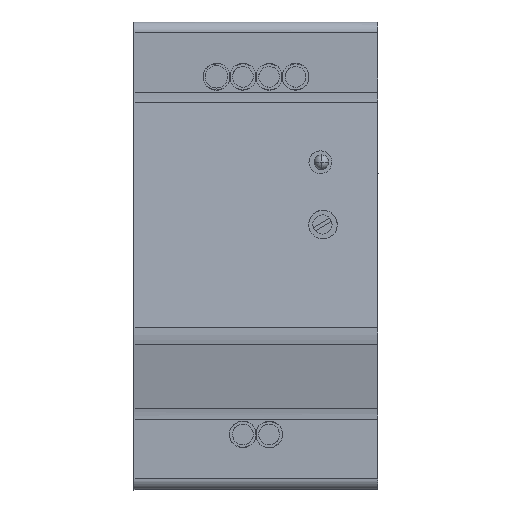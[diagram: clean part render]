
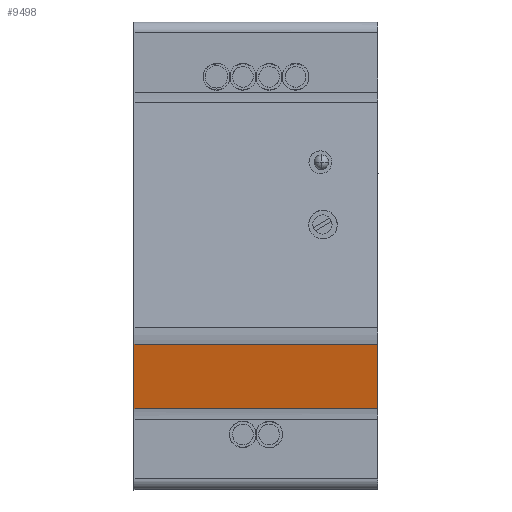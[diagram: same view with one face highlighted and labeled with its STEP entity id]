
A CAD part, top view. The second image highlights one B-rep face of the part: STEP entity #9498.
In plain terms, the highlighted planar face has unit normal (0, -0.196, 0.981).
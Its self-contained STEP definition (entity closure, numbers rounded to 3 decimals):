
#9485=AXIS2_PLACEMENT_3D('Plane Axis2P3D',#9482,#9483,#9484) ;
#2405=CARTESIAN_POINT('Vertex',(0.,15.471,85.694)) ;
#2408=CARTESIAN_POINT('Line Origine',(0.,21.709,86.942)) ;
#2412=CARTESIAN_POINT('Vertex',(0.,27.947,88.189)) ;
#6696=CARTESIAN_POINT('Vertex',(46.96,27.947,88.189)) ;
#6699=CARTESIAN_POINT('Line Origine',(46.96,21.709,86.942)) ;
#6703=CARTESIAN_POINT('Vertex',(46.96,15.471,85.694)) ;
#9470=CARTESIAN_POINT('Line Origine',(0.,15.471,85.694)) ;
#9482=CARTESIAN_POINT('Axis2P3D Location',(0.,27.947,88.189)) ;
#9487=CARTESIAN_POINT('Line Origine',(23.48,27.947,88.189)) ;
#2409=DIRECTION('Vector Direction',(0.,-0.981,-0.196)) ;
#6700=DIRECTION('Vector Direction',(0.,0.981,0.196)) ;
#9471=DIRECTION('Vector Direction',(1.,0.,0.)) ;
#9483=DIRECTION('Axis2P3D Direction',(0.,-0.196,0.981)) ;
#9484=DIRECTION('Axis2P3D XDirection',(0.,-0.981,-0.196)) ;
#9488=DIRECTION('Vector Direction',(-1.,0.,0.)) ;
#2410=VECTOR('Line Direction',#2409,1.) ;
#6701=VECTOR('Line Direction',#6700,1.) ;
#9472=VECTOR('Line Direction',#9471,1.) ;
#9489=VECTOR('Line Direction',#9488,1.) ;
#9493=ORIENTED_EDGE('',*,*,#9491,.T.) ;
#9494=ORIENTED_EDGE('',*,*,#2414,.T.) ;
#9495=ORIENTED_EDGE('',*,*,#9474,.T.) ;
#9496=ORIENTED_EDGE('',*,*,#6705,.T.) ;
#9498=ADVANCED_FACE('Hauptk\X2\00F6\X0\rper',(#9497),#9486,.T.) ;
#2414=EDGE_CURVE('',#2413,#2406,#2411,.T.) ;
#6705=EDGE_CURVE('',#6704,#6697,#6702,.T.) ;
#9474=EDGE_CURVE('',#2406,#6704,#9473,.T.) ;
#9491=EDGE_CURVE('',#6697,#2413,#9490,.T.) ;
#9492=EDGE_LOOP('',(#9493,#9494,#9495,#9496)) ;
#9497=FACE_OUTER_BOUND('',#9492,.T.) ;
#2411=LINE('Line',#2408,#2410) ;
#6702=LINE('Line',#6699,#6701) ;
#9473=LINE('Line',#9470,#9472) ;
#9490=LINE('Line',#9487,#9489) ;
#9486=PLANE('',#9485) ;
#2406=VERTEX_POINT('',#2405) ;
#2413=VERTEX_POINT('',#2412) ;
#6697=VERTEX_POINT('',#6696) ;
#6704=VERTEX_POINT('',#6703) ;
